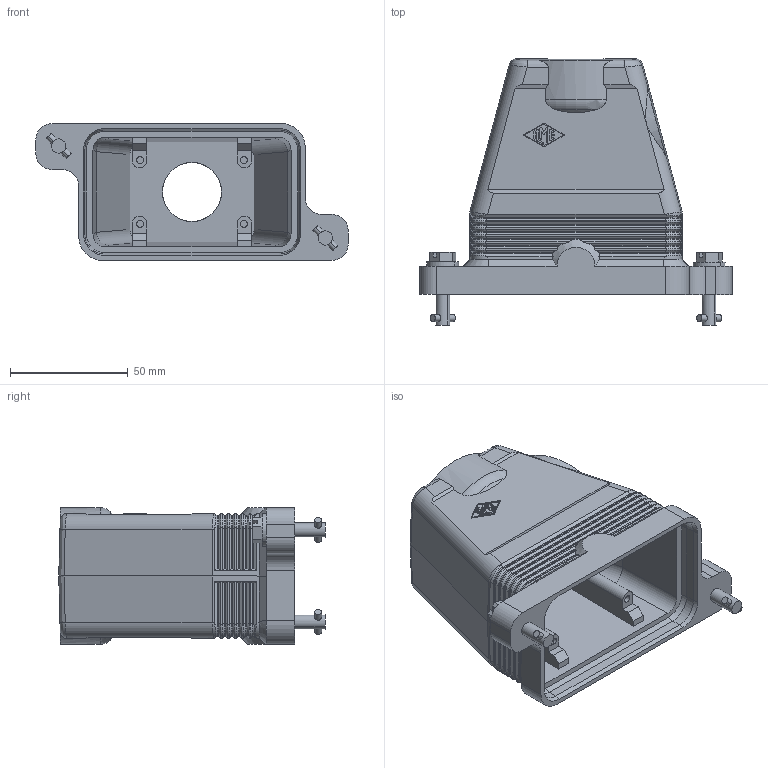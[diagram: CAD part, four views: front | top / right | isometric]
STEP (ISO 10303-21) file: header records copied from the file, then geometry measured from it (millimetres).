
FILE_DESCRIPTION(('Creo Elements/Direct Modeling STEP Export'),'2;1');
FILE_NAME('0ln7tug4eb6hgva3732','2017-12-22T13:06:07',(''),(''),'PTC Creo Elements/Direct Modeling STEP processor for AP214 (Solid Model)','PTC Creo Elements/Direct Modeling 19.0E 27-Jun-2016 (C) Parametric Technology GmbH','');
FILE_SCHEMA(('AUTOMOTIVE_DESIGN { 1 0 10303 214 1 1 1 1 }'));
Products named in the file (1): MGV_06.25_B
Bounding box: 132.5 x 113 x 58 mm (x, y, z)
Volume: 131125.1 mm3; surface area: 64331.3 mm2
Topology: 1 solids, 1 shells, 544 faces, 1338 edges, 817 vertices
Faces by surface type: plane 260, cylinder 135, extrusion 74, bspline 56, cone 17, torus 2
Entity records: 40102 total; most frequent: CARTESIAN_POINT 24321, ORIENTED_EDGE 2676, DIRECTION 2112, EDGE_CURVE 1338, VECTOR 862, VERTEX_POINT 817, LINE 786, AXIS2_PLACEMENT_3D 625
